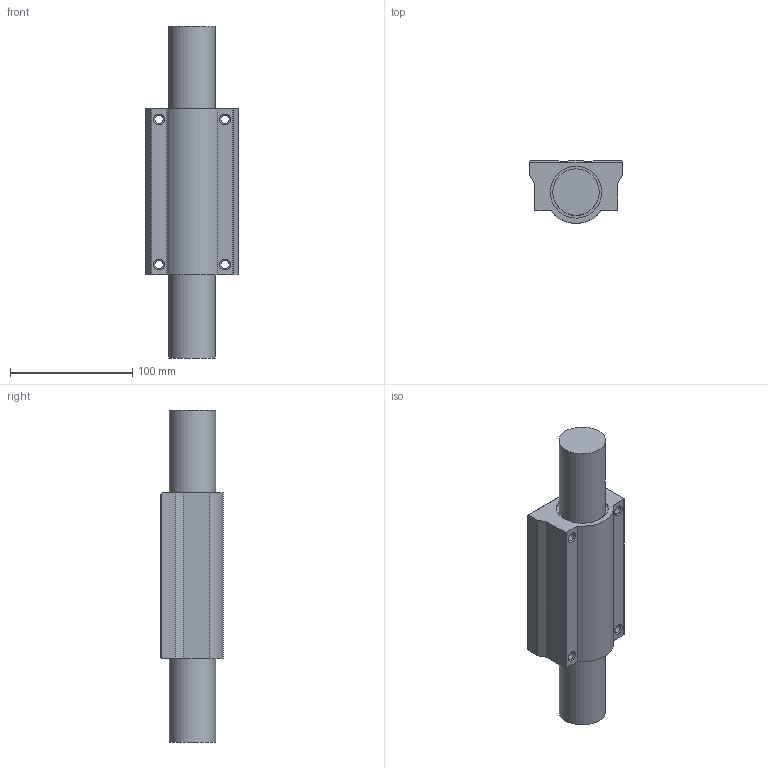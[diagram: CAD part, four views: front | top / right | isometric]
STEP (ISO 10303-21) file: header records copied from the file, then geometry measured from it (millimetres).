
FILE_DESCRIPTION((''),'2;1');
FILE_NAME('SCE25WUU.stp','2013-02-07T13:03:19',('user2'),(''),'Autodesk Inventor 2012','Autodesk Inventor 2012','');
FILE_SCHEMA(('AUTOMOTIVE_DESIGN { 1 0 10303 214 1 1 1 1 }'));
Length unit declared in the file: millimetre
Products named in the file (1): SCE25WUU
Bounding box: 76 x 51.41 x 272 mm (x, y, z)
Volume: 581215.1 mm3; surface area: 58933.7 mm2
Topology: 1 solids, 1 shells, 418 faces, 1179 edges, 783 vertices
Faces by surface type: bspline 282, plane 105, cylinder 19, cone 12
Full cylindrical faces by diameter (mm): 5.8 x1, 6.8 x4, 7.459 x4, 38 x2, 42.5 x2
Entity records: 14356 total; most frequent: CARTESIAN_POINT 5195, ORIENTED_EDGE 2294, EDGE_CURVE 1147, DIRECTION 899, VERTEX_POINT 776, VECTOR 539, LINE 539, EDGE_LOOP 471
